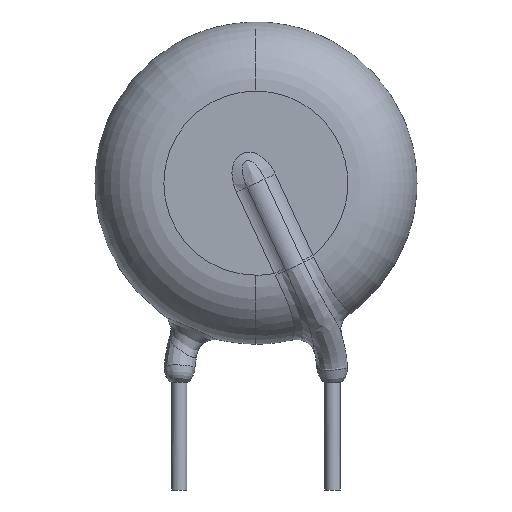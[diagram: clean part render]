
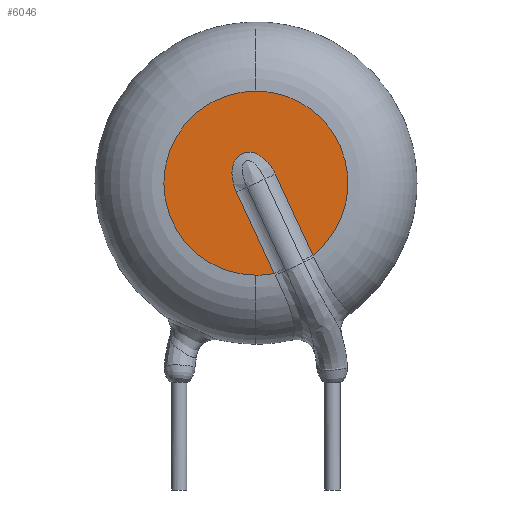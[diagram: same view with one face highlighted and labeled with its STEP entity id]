
A CAD part, front view. The second image highlights one B-rep face of the part: STEP entity #6046.
In plain terms, the highlighted planar face has unit normal (0, -1, 0).
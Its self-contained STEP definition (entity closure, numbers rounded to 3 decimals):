
#286 = CARTESIAN_POINT ( 'NONE',  ( 0.013, -2.25, 7.471 ) ) ;
#862 = CARTESIAN_POINT ( 'NONE',  ( 0., -2.25, 3.5 ) ) ;
#893 = ORIENTED_EDGE ( 'NONE', *, *, #8424, .T. ) ;
#2524 = VERTEX_POINT ( 'NONE', #9556 ) ;
#2775 = DIRECTION ( 'NONE',  ( 0., 1., 0. ) ) ;
#2840 = EDGE_CURVE ( 'NONE', #2524, #4473, #9639, .T. ) ;
#3017 = PLANE ( 'NONE',  #4710 ) ;
#3265 = CARTESIAN_POINT ( 'NONE',  ( -0.633, -2.25, 6.206 ) ) ;
#3420 = ORIENTED_EDGE ( 'NONE', *, *, #11731, .T. ) ;
#3694 = VERTEX_POINT ( 'NONE', #3265 ) ;
#4195 = DIRECTION ( 'NONE',  ( 0., 0., 1. ) ) ;
#4473 = VERTEX_POINT ( 'NONE', #862 ) ;
#4710 = AXIS2_PLACEMENT_3D ( 'NONE', #16307, #9880, #7253 ) ;
#4881 = LINE ( 'NONE', #10170, #12117 ) ;
#4975 = VECTOR ( 'NONE', #9855, 1000. ) ;
#5238 = CARTESIAN_POINT ( 'NONE',  ( 0., -2.25, 6.5 ) ) ;
#5316 = CARTESIAN_POINT ( 'NONE',  ( -0.786, -2.25, 6.763 ) ) ;
#5615 = CARTESIAN_POINT ( 'NONE',  ( 0., -2.25, 9.5 ) ) ;
#5747 = CARTESIAN_POINT ( 'NONE',  ( 0.119, -2.25, 7.416 ) ) ;
#5853 = ORIENTED_EDGE ( 'NONE', *, *, #11534, .F. ) ;
#6046 = ADVANCED_FACE ( 'NONE', ( #13956 ), #3017, .F. ) ;
#6078 = CARTESIAN_POINT ( 'NONE',  ( 0.633, -2.25, 6.794 ) ) ;
#6333 = AXIS2_PLACEMENT_3D ( 'NONE', #14573, #2775, #6677 ) ;
#6677 = DIRECTION ( 'NONE',  ( 0., 0., 1. ) ) ;
#6903 = DIRECTION ( 'NONE',  ( 0., 1., 0. ) ) ;
#7128 = ORIENTED_EDGE ( 'NONE', *, *, #16090, .T. ) ;
#7218 = CARTESIAN_POINT ( 'NONE',  ( -0.551, -2.25, 7.409 ) ) ;
#7253 = DIRECTION ( 'NONE',  ( 0., 0., 1. ) ) ;
#8424 = EDGE_CURVE ( 'NONE', #10131, #10061, #4881, .T. ) ;
#8426 = CARTESIAN_POINT ( 'NONE',  ( -0.747, -2.25, 7.113 ) ) ;
#9556 = CARTESIAN_POINT ( 'NONE',  ( 0.597, -2.25, 3.56 ) ) ;
#9639 = CIRCLE ( 'NONE', #6333, 3. ) ;
#9661 = CARTESIAN_POINT ( 'NONE',  ( 0.399, -2.25, 7.204 ) ) ;
#9676 = ORIENTED_EDGE ( 'NONE', *, *, #14816, .F. ) ;
#9755 = CARTESIAN_POINT ( 'NONE',  ( 0.633, -2.25, 6.794 ) ) ;
#9839 = CARTESIAN_POINT ( 'NONE',  ( -0.637, -2.25, 7.32 ) ) ;
#9855 = DIRECTION ( 'NONE',  ( -0.422, 0., 0.907 ) ) ;
#9880 = DIRECTION ( 'NONE',  ( 0., 1., 0. ) ) ;
#10061 = VERTEX_POINT ( 'NONE', #12404 ) ;
#10131 = VERTEX_POINT ( 'NONE', #6078 ) ;
#10170 = CARTESIAN_POINT ( 'NONE',  ( 0.633, -2.25, 6.794 ) ) ;
#10458 = DIRECTION ( 'NONE',  ( 0., 0., 1. ) ) ;
#10528 = CARTESIAN_POINT ( 'NONE',  ( -0.682, -2.25, 6.312 ) ) ;
#10871 = CARTESIAN_POINT ( 'NONE',  ( -0.341, -2.25, 7.509 ) ) ;
#11534 = EDGE_CURVE ( 'NONE', #4473, #14473, #12738, .T. ) ;
#11683 = B_SPLINE_CURVE_WITH_KNOTS ( 'NONE', 3,
 ( #12080, #10528, #15842, #14528, #5316, #15924, #8426, #9839, #7218, #10871, #16096, #286, #5747, #9661, #16263, #9755 ),
 .UNSPECIFIED., .F., .F.,
 ( 4, 2, 2, 2, 2, 2, 2, 4 ),
 ( 0., 0., 0.001, 0.001, 0.001, 0.002, 0.002, 0.003 ),
 .UNSPECIFIED. ) ;
#11731 = EDGE_CURVE ( 'NONE', #2524, #3694, #15499, .T. ) ;
#11739 = AXIS2_PLACEMENT_3D ( 'NONE', #5238, #6903, #4195 ) ;
#11766 = CARTESIAN_POINT ( 'NONE',  ( 0., -2.25, 6.5 ) ) ;
#12080 = CARTESIAN_POINT ( 'NONE',  ( -0.633, -2.25, 6.206 ) ) ;
#12117 = VECTOR ( 'NONE', #15491, 1000. ) ;
#12404 = CARTESIAN_POINT ( 'NONE',  ( 1.863, -2.25, 4.149 ) ) ;
#12471 = AXIS2_PLACEMENT_3D ( 'NONE', #11766, #17061, #10458 ) ;
#12738 = CIRCLE ( 'NONE', #12471, 3. ) ;
#12782 = CARTESIAN_POINT ( 'NONE',  ( -0.633, -2.25, 6.206 ) ) ;
#13941 = EDGE_LOOP ( 'NONE', ( #7128, #893, #9676, #5853, #14044, #3420 ) ) ;
#13956 = FACE_OUTER_BOUND ( 'NONE', #13941, .T. ) ;
#14044 = ORIENTED_EDGE ( 'NONE', *, *, #2840, .F. ) ;
#14473 = VERTEX_POINT ( 'NONE', #5615 ) ;
#14528 = CARTESIAN_POINT ( 'NONE',  ( -0.773, -2.25, 6.645 ) ) ;
#14573 = CARTESIAN_POINT ( 'NONE',  ( 0., -2.25, 6.5 ) ) ;
#14816 = EDGE_CURVE ( 'NONE', #14473, #10061, #16465, .T. ) ;
#15491 = DIRECTION ( 'NONE',  ( 0.422, 0., -0.907 ) ) ;
#15499 = LINE ( 'NONE', #12782, #4975 ) ;
#15842 = CARTESIAN_POINT ( 'NONE',  ( -0.721, -2.25, 6.421 ) ) ;
#15924 = CARTESIAN_POINT ( 'NONE',  ( -0.773, -2.25, 6.996 ) ) ;
#16090 = EDGE_CURVE ( 'NONE', #3694, #10131, #11683, .T. ) ;
#16096 = CARTESIAN_POINT ( 'NONE',  ( -0.217, -2.25, 7.519 ) ) ;
#16263 = CARTESIAN_POINT ( 'NONE',  ( 0.534, -2.25, 7.007 ) ) ;
#16307 = CARTESIAN_POINT ( 'NONE',  ( 0., -2.25, 6.5 ) ) ;
#16465 = CIRCLE ( 'NONE', #11739, 3. ) ;
#17061 = DIRECTION ( 'NONE',  ( 0., 1., 0. ) ) ;
